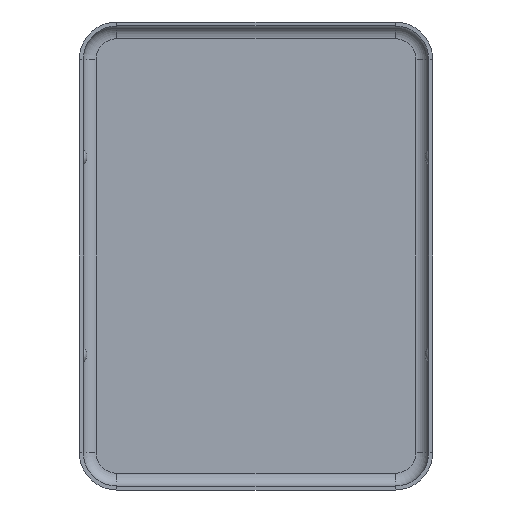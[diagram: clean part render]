
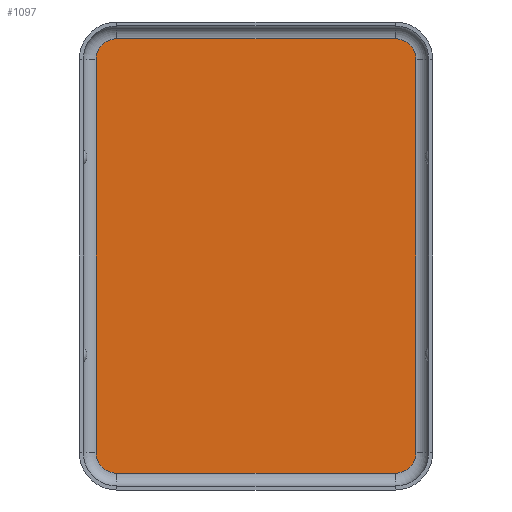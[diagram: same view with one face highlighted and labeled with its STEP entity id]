
A CAD part, front view. The second image highlights one B-rep face of the part: STEP entity #1097.
In plain terms, the highlighted planar face has unit normal (0, -1, 0).
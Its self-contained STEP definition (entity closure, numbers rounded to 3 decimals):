
#15 = VERTEX_POINT ( 'NONE', #108 ) ;
#26 = VERTEX_POINT ( 'NONE', #1109 ) ;
#46 = CIRCLE ( 'NONE', #505, 1.05 ) ;
#98 = AXIS2_PLACEMENT_3D ( 'NONE', #1132, #1009, #1148 ) ;
#108 = CARTESIAN_POINT ( 'NONE',  ( -7.05, 0., -11. ) ) ;
#159 = DIRECTION ( 'NONE',  ( 0., 0., 1. ) ) ;
#176 = CIRCLE ( 'NONE', #272, 1.05 ) ;
#255 = VERTEX_POINT ( 'NONE', #969 ) ;
#264 = VERTEX_POINT ( 'NONE', #1225 ) ;
#272 = AXIS2_PLACEMENT_3D ( 'NONE', #1153, #527, #645 ) ;
#321 = CIRCLE ( 'NONE', #810, 1.05 ) ;
#324 = AXIS2_PLACEMENT_3D ( 'NONE', #1564, #910, #1038 ) ;
#332 = VECTOR ( 'NONE', #1270, 1000. ) ;
#367 = ORIENTED_EDGE ( 'NONE', *, *, #1507, .T. ) ;
#384 = CARTESIAN_POINT ( 'NONE',  ( 8.1, 0., 9.95 ) ) ;
#401 = VERTEX_POINT ( 'NONE', #1376 ) ;
#410 = LINE ( 'NONE', #1584, #684 ) ;
#427 = PLANE ( 'NONE',  #324 ) ;
#431 = EDGE_CURVE ( 'NONE', #1273, #255, #788, .T. ) ;
#454 = VERTEX_POINT ( 'NONE', #384 ) ;
#505 = AXIS2_PLACEMENT_3D ( 'NONE', #1395, #758, #159 ) ;
#527 = DIRECTION ( 'NONE',  ( 0., 1., 0. ) ) ;
#543 = EDGE_CURVE ( 'NONE', #401, #255, #176, .T. ) ;
#557 = EDGE_CURVE ( 'NONE', #26, #608, #46, .T. ) ;
#562 = DIRECTION ( 'NONE',  ( -1., 0., 0. ) ) ;
#563 = ORIENTED_EDGE ( 'NONE', *, *, #667, .F. ) ;
#608 = VERTEX_POINT ( 'NONE', #1439 ) ;
#645 = DIRECTION ( 'NONE',  ( 0., 0., -1. ) ) ;
#667 = EDGE_CURVE ( 'NONE', #608, #15, #410, .T. ) ;
#675 = CARTESIAN_POINT ( 'NONE',  ( 7.05, 0., 9.95 ) ) ;
#684 = VECTOR ( 'NONE', #562, 1000. ) ;
#736 = CIRCLE ( 'NONE', #98, 1.05 ) ;
#750 = CARTESIAN_POINT ( 'NONE',  ( 7.05, 0., 11. ) ) ;
#758 = DIRECTION ( 'NONE',  ( 0., 1., 0. ) ) ;
#788 = LINE ( 'NONE', #750, #332 ) ;
#810 = AXIS2_PLACEMENT_3D ( 'NONE', #675, #1453, #1569 ) ;
#890 = EDGE_CURVE ( 'NONE', #454, #26, #1566, .T. ) ;
#910 = DIRECTION ( 'NONE',  ( 0., -1., 0. ) ) ;
#969 = CARTESIAN_POINT ( 'NONE',  ( -7.05, 0., 11. ) ) ;
#1000 = VECTOR ( 'NONE', #1385, 1000. ) ;
#1009 = DIRECTION ( 'NONE',  ( 0., -1., 0. ) ) ;
#1038 = DIRECTION ( 'NONE',  ( 0., 0., -1. ) ) ;
#1063 = ORIENTED_EDGE ( 'NONE', *, *, #557, .F. ) ;
#1097 = ADVANCED_FACE ( 'NONE', ( #1414 ), #427, .T. ) ;
#1109 = CARTESIAN_POINT ( 'NONE',  ( 8.1, 0., -9.95 ) ) ;
#1131 = ORIENTED_EDGE ( 'NONE', *, *, #1199, .T. ) ;
#1132 = CARTESIAN_POINT ( 'NONE',  ( -7.05, 0., -9.95 ) ) ;
#1148 = DIRECTION ( 'NONE',  ( 0., 0., 1. ) ) ;
#1153 = CARTESIAN_POINT ( 'NONE',  ( -7.05, 0., 9.95 ) ) ;
#1199 = EDGE_CURVE ( 'NONE', #454, #1273, #321, .T. ) ;
#1203 = EDGE_LOOP ( 'NONE', ( #563, #1063, #1466, #1131, #1317, #1284, #367, #1561 ) ) ;
#1217 = CARTESIAN_POINT ( 'NONE',  ( 7.05, 0., 11. ) ) ;
#1225 = CARTESIAN_POINT ( 'NONE',  ( -8.1, 0., -9.95 ) ) ;
#1270 = DIRECTION ( 'NONE',  ( -1., 0., 0. ) ) ;
#1273 = VERTEX_POINT ( 'NONE', #1217 ) ;
#1284 = ORIENTED_EDGE ( 'NONE', *, *, #543, .F. ) ;
#1317 = ORIENTED_EDGE ( 'NONE', *, *, #431, .T. ) ;
#1376 = CARTESIAN_POINT ( 'NONE',  ( -8.1, 0., 9.95 ) ) ;
#1378 = DIRECTION ( 'NONE',  ( 0., 0., -1. ) ) ;
#1385 = DIRECTION ( 'NONE',  ( 0., 0., -1. ) ) ;
#1395 = CARTESIAN_POINT ( 'NONE',  ( 7.05, 0., -9.95 ) ) ;
#1414 = FACE_OUTER_BOUND ( 'NONE', #1203, .T. ) ;
#1438 = EDGE_CURVE ( 'NONE', #264, #15, #736, .T. ) ;
#1439 = CARTESIAN_POINT ( 'NONE',  ( 7.05, 0., -11. ) ) ;
#1453 = DIRECTION ( 'NONE',  ( 0., -1., 0. ) ) ;
#1466 = ORIENTED_EDGE ( 'NONE', *, *, #890, .F. ) ;
#1486 = VECTOR ( 'NONE', #1378, 1000. ) ;
#1497 = CARTESIAN_POINT ( 'NONE',  ( -8.1, 0., 0. ) ) ;
#1507 = EDGE_CURVE ( 'NONE', #401, #264, #1595, .T. ) ;
#1561 = ORIENTED_EDGE ( 'NONE', *, *, #1438, .T. ) ;
#1564 = CARTESIAN_POINT ( 'NONE',  ( 7.05, 0., -9.95 ) ) ;
#1566 = LINE ( 'NONE', #1619, #1486 ) ;
#1569 = DIRECTION ( 'NONE',  ( 0., 0., -1. ) ) ;
#1584 = CARTESIAN_POINT ( 'NONE',  ( 7.05, 0., -11. ) ) ;
#1595 = LINE ( 'NONE', #1497, #1000 ) ;
#1619 = CARTESIAN_POINT ( 'NONE',  ( 8.1, 0., 0. ) ) ;
